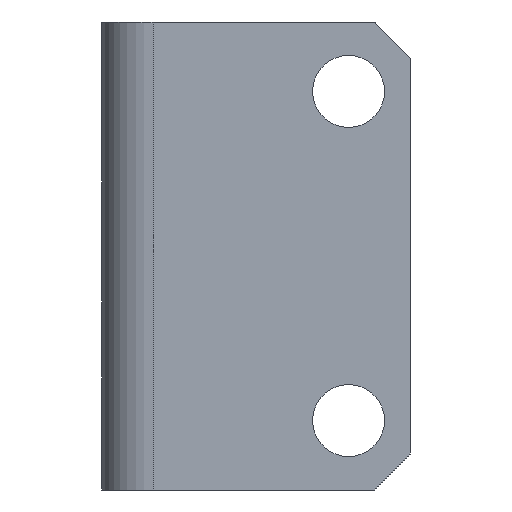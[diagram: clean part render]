
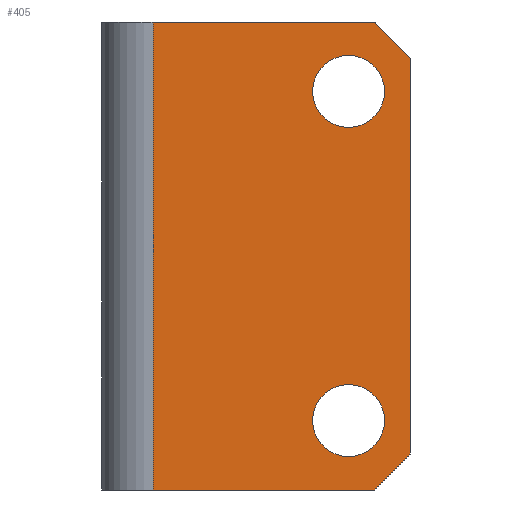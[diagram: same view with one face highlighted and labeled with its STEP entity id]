
A CAD part, front view. The second image highlights one B-rep face of the part: STEP entity #405.
In plain terms, the highlighted planar face has unit normal (0, -1, 0).
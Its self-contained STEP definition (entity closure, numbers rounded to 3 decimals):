
#17 = LINE ( 'NONE', #462, #238 ) ;
#39 = LINE ( 'NONE', #817, #308 ) ;
#46 = EDGE_LOOP ( 'NONE', ( #116, #100 ) ) ;
#68 = ORIENTED_EDGE ( 'NONE', *, *, #526, .T. ) ;
#72 = ORIENTED_EDGE ( 'NONE', *, *, #550, .F. ) ;
#74 = ORIENTED_EDGE ( 'NONE', *, *, #529, .T. ) ;
#97 = EDGE_LOOP ( 'NONE', ( #72, #114, #117, #274, #317, #74 ) ) ;
#100 = ORIENTED_EDGE ( 'NONE', *, *, #559, .T. ) ;
#114 = ORIENTED_EDGE ( 'NONE', *, *, #489, .T. ) ;
#115 = ORIENTED_EDGE ( 'NONE', *, *, #509, .T. ) ;
#116 = ORIENTED_EDGE ( 'NONE', *, *, #528, .T. ) ;
#117 = ORIENTED_EDGE ( 'NONE', *, *, #527, .T. ) ;
#123 = FACE_BOUND ( 'NONE', #46, .T. ) ;
#137 = CIRCLE ( 'NONE', #588, 3.5 ) ;
#138 = CIRCLE ( 'NONE', #553, 3.5 ) ;
#185 = FACE_BOUND ( 'NONE', #297, .T. ) ;
#187 = LINE ( 'NONE', #455, #221 ) ;
#197 = LINE ( 'NONE', #648, #216 ) ;
#216 = VECTOR ( 'NONE', #657, 1000. ) ;
#221 = VECTOR ( 'NONE', #456, 1000. ) ;
#238 = VECTOR ( 'NONE', #463, 1000. ) ;
#239 = VECTOR ( 'NONE', #652, 1000. ) ;
#250 = FACE_OUTER_BOUND ( 'NONE', #97, .T. ) ;
#257 = VECTOR ( 'NONE', #675, 1000. ) ;
#262 = LINE ( 'NONE', #651, #239 ) ;
#271 = CIRCLE ( 'NONE', #549, 3.5 ) ;
#274 = ORIENTED_EDGE ( 'NONE', *, *, #594, .T. ) ;
#296 = LINE ( 'NONE', #658, #257 ) ;
#297 = EDGE_LOOP ( 'NONE', ( #115, #68 ) ) ;
#301 = CIRCLE ( 'NONE', #531, 3.5 ) ;
#308 = VECTOR ( 'NONE', #818, 1000. ) ;
#317 = ORIENTED_EDGE ( 'NONE', *, *, #598, .F. ) ;
#342 = CARTESIAN_POINT ( 'NONE',  ( 24., 0., 35.25 ) ) ;
#343 = CARTESIAN_POINT ( 'NONE',  ( 24., 0., 42.25 ) ) ;
#346 = CARTESIAN_POINT ( 'NONE',  ( 24., 0., 3.25 ) ) ;
#347 = CARTESIAN_POINT ( 'NONE',  ( 24., 0., 10.25 ) ) ;
#356 = CARTESIAN_POINT ( 'NONE',  ( 26.5, 0., 45.5 ) ) ;
#357 = CARTESIAN_POINT ( 'NONE',  ( 5., 0., 0. ) ) ;
#358 = CARTESIAN_POINT ( 'NONE',  ( 26.5, 0., 0. ) ) ;
#359 = CARTESIAN_POINT ( 'NONE',  ( 30., 0., 3.5 ) ) ;
#360 = CARTESIAN_POINT ( 'NONE',  ( 30., 0., 42. ) ) ;
#405 = ADVANCED_FACE ( 'NONE', ( #123, #185, #250 ), #784, .F. ) ;
#421 = CARTESIAN_POINT ( 'NONE',  ( 24., 0., 38.75 ) ) ;
#426 = DIRECTION ( 'NONE',  ( 0., 1., 0. ) ) ;
#427 = DIRECTION ( 'NONE',  ( 0., 0., 1. ) ) ;
#455 = CARTESIAN_POINT ( 'NONE',  ( 30., 0., 3.5 ) ) ;
#456 = DIRECTION ( 'NONE',  ( 0.707, 0., 0.707 ) ) ;
#462 = CARTESIAN_POINT ( 'NONE',  ( 30., 0., 45.5 ) ) ;
#463 = DIRECTION ( 'NONE',  ( 0., 0., -1. ) ) ;
#481 = CARTESIAN_POINT ( 'NONE',  ( 5., 0., 45.5 ) ) ;
#489 = EDGE_CURVE ( 'NONE', #683, #712, #39, .T. ) ;
#509 = EDGE_CURVE ( 'NONE', #702, #701, #301, .T. ) ;
#526 = EDGE_CURVE ( 'NONE', #701, #702, #271, .T. ) ;
#527 = EDGE_CURVE ( 'NONE', #712, #713, #262, .T. ) ;
#528 = EDGE_CURVE ( 'NONE', #698, #697, #138, .T. ) ;
#529 = EDGE_CURVE ( 'NONE', #715, #711, #197, .T. ) ;
#531 = AXIS2_PLACEMENT_3D ( 'NONE', #612, #625, #626 ) ;
#549 = AXIS2_PLACEMENT_3D ( 'NONE', #639, #649, #650 ) ;
#550 = EDGE_CURVE ( 'NONE', #683, #711, #296, .T. ) ;
#553 = AXIS2_PLACEMENT_3D ( 'NONE', #643, #654, #655 ) ;
#559 = EDGE_CURVE ( 'NONE', #697, #698, #137, .T. ) ;
#575 = AXIS2_PLACEMENT_3D ( 'NONE', #785, #786, #787 ) ;
#588 = AXIS2_PLACEMENT_3D ( 'NONE', #421, #426, #427 ) ;
#594 = EDGE_CURVE ( 'NONE', #713, #714, #187, .T. ) ;
#598 = EDGE_CURVE ( 'NONE', #715, #714, #17, .T. ) ;
#612 = CARTESIAN_POINT ( 'NONE',  ( 24., 0., 6.75 ) ) ;
#625 = DIRECTION ( 'NONE',  ( 0., 1., 0. ) ) ;
#626 = DIRECTION ( 'NONE',  ( 0., 0., 1. ) ) ;
#639 = CARTESIAN_POINT ( 'NONE',  ( 24., 0., 6.75 ) ) ;
#643 = CARTESIAN_POINT ( 'NONE',  ( 24., 0., 38.75 ) ) ;
#648 = CARTESIAN_POINT ( 'NONE',  ( 26.5, 0., 45.5 ) ) ;
#649 = DIRECTION ( 'NONE',  ( 0., 1., 0. ) ) ;
#650 = DIRECTION ( 'NONE',  ( 0., 0., 1. ) ) ;
#651 = CARTESIAN_POINT ( 'NONE',  ( 0., 0., 0. ) ) ;
#652 = DIRECTION ( 'NONE',  ( 1., 0., 0. ) ) ;
#654 = DIRECTION ( 'NONE',  ( 0., 1., 0. ) ) ;
#655 = DIRECTION ( 'NONE',  ( 0., 0., 1. ) ) ;
#657 = DIRECTION ( 'NONE',  ( -0.707, 0., 0.707 ) ) ;
#658 = CARTESIAN_POINT ( 'NONE',  ( 0., 0., 45.5 ) ) ;
#675 = DIRECTION ( 'NONE',  ( 1., 0., 0. ) ) ;
#683 = VERTEX_POINT ( 'NONE', #481 ) ;
#697 = VERTEX_POINT ( 'NONE', #342 ) ;
#698 = VERTEX_POINT ( 'NONE', #343 ) ;
#701 = VERTEX_POINT ( 'NONE', #346 ) ;
#702 = VERTEX_POINT ( 'NONE', #347 ) ;
#711 = VERTEX_POINT ( 'NONE', #356 ) ;
#712 = VERTEX_POINT ( 'NONE', #357 ) ;
#713 = VERTEX_POINT ( 'NONE', #358 ) ;
#714 = VERTEX_POINT ( 'NONE', #359 ) ;
#715 = VERTEX_POINT ( 'NONE', #360 ) ;
#784 = PLANE ( 'NONE',  #575 ) ;
#785 = CARTESIAN_POINT ( 'NONE',  ( 0., 0., 45.5 ) ) ;
#786 = DIRECTION ( 'NONE',  ( 0., 1., 0. ) ) ;
#787 = DIRECTION ( 'NONE',  ( 0., 0., 1. ) ) ;
#817 = CARTESIAN_POINT ( 'NONE',  ( 5., 0., 45.5 ) ) ;
#818 = DIRECTION ( 'NONE',  ( 0., 0., -1. ) ) ;
